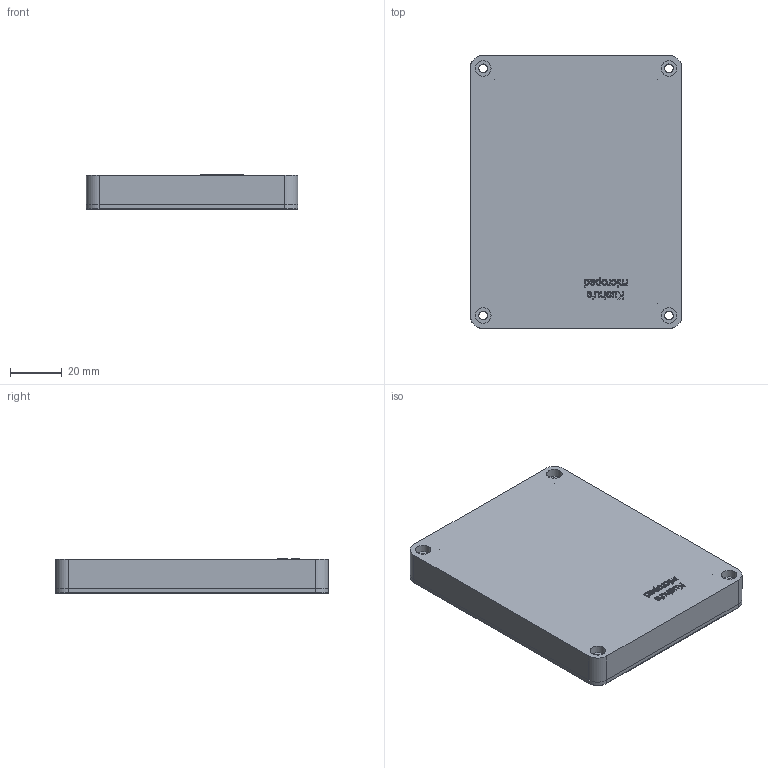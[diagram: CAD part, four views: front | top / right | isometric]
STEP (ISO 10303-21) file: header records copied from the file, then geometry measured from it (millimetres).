
FILE_DESCRIPTION(/* description */ ('KiCad electronic assembly'),/* implementation_level */ '2;1');
FILE_NAME(/* name */ 'Megapad_Full_Assembly.step',/* time_stamp */ '2025-12-27T20:28:16+05:30',/* author */ (''),/* organization */ (''),/* preprocessor_version */ 'ST-DEVELOPER v20.1',/* originating_system */ 'Autodesk Translation Framework v14.10.0.0',/* authorisation */ '');
FILE_SCHEMA (('AUTOMOTIVE_DESIGN { 1 0 10303 214 3 1 1 }'));
Length unit declared in the file: millimetre
Products named in the file (4): 2025-12-26-13-35-12-987; 2025-12-26-13-35-12-990; 2025-12-26-19-11-53-612; 2025-12-27-11-58-08-531
Assembly tree (3 placements, depth 2):
  2025-12-26-13-35-12-987
    2025-12-26-13-35-12-990
    2025-12-26-19-11-53-612
    2025-12-27-11-58-08-531
Bounding box: 82 x 105.73 x 13.2 mm (x, y, z)
Volume: 74037.3 mm3; surface area: 53025.2 mm2
Topology: 3 solids, 3 shells, 494 faces, 1395 edges, 930 vertices
Faces by surface type: bspline 219, plane 175, cylinder 100
Full cylindrical faces by diameter (mm): 0.8 x12, 0.889 x14, 1 x14, 1.5 x12, 1.7 x12, 3.4 x8, 4 x6, 6 x4, 7 x2
Entity records: 18528 total; most frequent: CARTESIAN_POINT 6549, ORIENTED_EDGE 2790, DIRECTION 1721, EDGE_CURVE 1395, VERTEX_POINT 930, LINE 757, VECTOR 757, EDGE_LOOP 701
